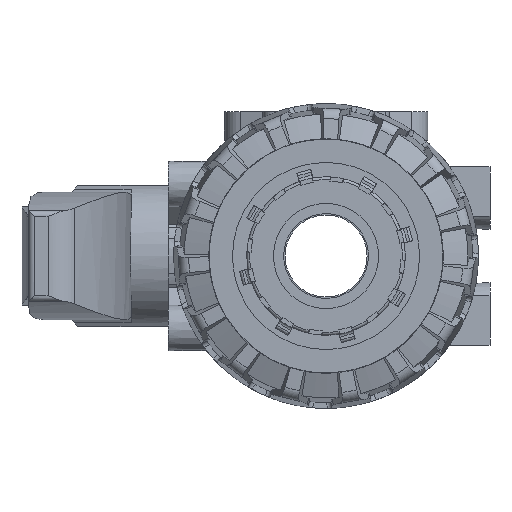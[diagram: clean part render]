
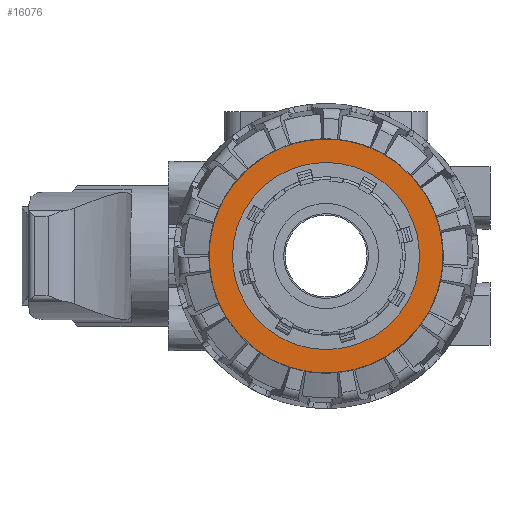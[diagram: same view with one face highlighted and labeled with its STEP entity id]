
A CAD part, left-side view. The second image highlights one B-rep face of the part: STEP entity #16076.
In plain terms, the highlighted face is planar.
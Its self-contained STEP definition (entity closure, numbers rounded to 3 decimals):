
#915=FACE_BOUND($,#3656,.T.);
#916=FACE_BOUND($,#3657,.T.);
#1700=CIRCLE($,#17213,16.55);
#1771=CIRCLE($,#17445,20.7);
#3656=EDGE_LOOP($,(#13890));
#3657=EDGE_LOOP($,(#13891));
#6806=VERTEX_POINT($,#27122);
#7092=VERTEX_POINT($,#28720);
#8885=EDGE_CURVE($,#6806,#6806,#1700,.T.);
#9264=EDGE_CURVE($,#7092,#7092,#1771,.T.);
#13890=ORIENTED_EDGE($,*,*,#8885,.T.);
#13891=ORIENTED_EDGE($,*,*,#9264,.T.);
#15264=PLANE($,#17644);
#16076=ADVANCED_FACE($,(#915,#916),#15264,.T.);
#17213=AXIS2_PLACEMENT_3D($,#27123,#20508,#20509);
#17445=AXIS2_PLACEMENT_3D($,#28721,#21072,#21073);
#17644=AXIS2_PLACEMENT_3D($,#29448,#21550,#21551);
#20508=DIRECTION('center_axis',(0.,-1.,0.));
#20509=DIRECTION('ref_axis',(-1.,0.,0.));
#21072=DIRECTION('center_axis',(0.,1.,0.));
#21073=DIRECTION('ref_axis',(-1.,0.,0.));
#21550=DIRECTION('center_axis',(0.,1.,0.));
#21551=DIRECTION('ref_axis',(0.,0.,1.));
#27122=CARTESIAN_POINT('',(-16.55,21.2,0.));
#27123=CARTESIAN_POINT('Origin',(0.,21.2,0.));
#28720=CARTESIAN_POINT('',(-20.7,21.2,0.));
#28721=CARTESIAN_POINT('Origin',(0.,21.2,0.));
#29448=CARTESIAN_POINT('Origin',(-10.35,21.2,0.));
